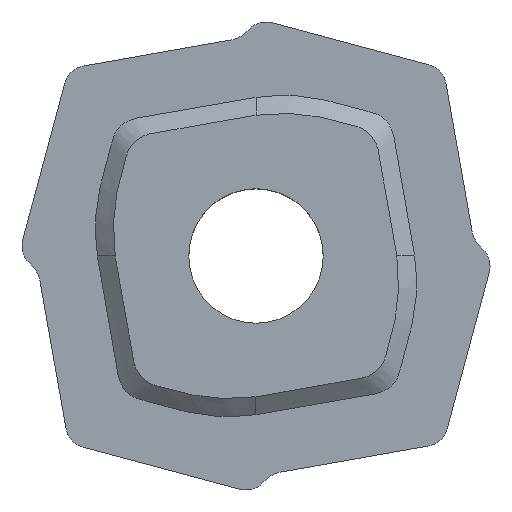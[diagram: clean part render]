
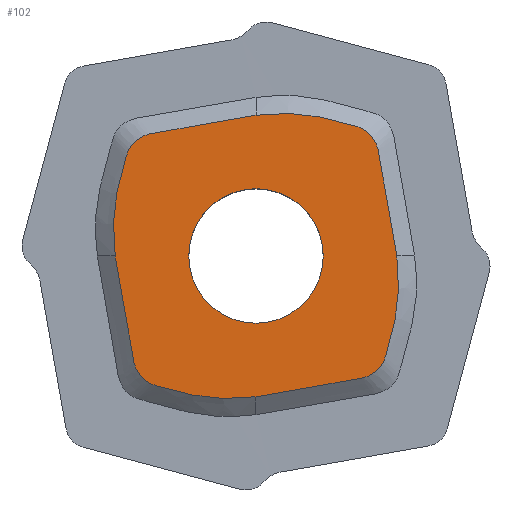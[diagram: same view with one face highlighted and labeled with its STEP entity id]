
A CAD part, top view. The second image highlights one B-rep face of the part: STEP entity #102.
In plain terms, the highlighted planar face has unit normal (0, 0, 1).
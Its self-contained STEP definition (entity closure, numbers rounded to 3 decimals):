
#48=FACE_BOUND('',#174,.T.);
#49=FACE_BOUND('',#175,.T.);
#56=CIRCLE('',#982,1.4);
#59=PLANE('',#983);
#102=ADVANCED_FACE('',(#48,#49),#59,.T.);
#174=EDGE_LOOP('',(#229));
#175=EDGE_LOOP('',(#230,#231,#232,#233));
#229=ORIENTED_EDGE('',*,*,#523,.T.);
#230=ORIENTED_EDGE('',*,*,#510,.F.);
#231=ORIENTED_EDGE('',*,*,#518,.F.);
#232=ORIENTED_EDGE('',*,*,#516,.F.);
#233=ORIENTED_EDGE('',*,*,#513,.F.);
#430=VERTEX_POINT('',#1399);
#432=VERTEX_POINT('',#1430);
#434=VERTEX_POINT('',#1546);
#436=VERTEX_POINT('',#1687);
#441=VERTEX_POINT('',#1968);
#510=EDGE_CURVE('',#432,#430,#646,.T.);
#513=EDGE_CURVE('',#430,#434,#649,.T.);
#516=EDGE_CURVE('',#434,#436,#652,.T.);
#518=EDGE_CURVE('',#436,#432,#654,.T.);
#523=EDGE_CURVE('',#441,#441,#56,.T.);
#646=B_SPLINE_CURVE_WITH_KNOTS('',3,(#1431,#1432,#1433,#1434,#1435,#1436,
#1437,#1438,#1439,#1440,#1441,#1442,#1443,#1444,#1445,#1446,#1447,#1448,
#1449,#1450,#1451,#1452),.UNSPECIFIED.,.F.,.F.,(4,1,1,1,1,1,1,1,1,1,1,1,
1,1,1,1,1,1,1,4),(0.,0.125,0.25,0.313,0.375,0.406,0.422,0.438,0.453,
0.469,0.5,0.531,0.547,0.563,0.578,0.594,0.625,0.75,0.875,1.),
 .UNSPECIFIED.);
#649=B_SPLINE_CURVE_WITH_KNOTS('',3,(#1572,#1573,#1574,#1575,#1576,#1577,
#1578,#1579,#1580,#1581,#1582,#1583,#1584,#1585,#1586,#1587,#1588,#1589,
#1590,#1591,#1592,#1593),.UNSPECIFIED.,.F.,.F.,(4,1,1,1,1,1,1,1,1,1,1,1,
1,1,1,1,1,1,1,4),(0.,0.125,0.25,0.313,0.375,0.406,0.422,0.438,0.453,
0.469,0.5,0.531,0.547,0.563,0.578,0.594,0.625,0.75,0.875,1.),
 .UNSPECIFIED.);
#652=B_SPLINE_CURVE_WITH_KNOTS('',3,(#1713,#1714,#1715,#1716,#1717,#1718,
#1719,#1720,#1721,#1722,#1723,#1724,#1725,#1726,#1727,#1728,#1729,#1730,
#1731,#1732,#1733,#1734),.UNSPECIFIED.,.F.,.F.,(4,1,1,1,1,1,1,1,1,1,1,1,
1,1,1,1,1,1,1,4),(0.,0.125,0.25,0.313,0.375,0.406,0.422,0.438,0.453,
0.469,0.5,0.531,0.547,0.563,0.578,0.594,0.625,0.75,0.875,1.),
 .UNSPECIFIED.);
#654=B_SPLINE_CURVE_WITH_KNOTS('',3,(#1848,#1849,#1850,#1851,#1852,#1853,
#1854,#1855,#1856,#1857,#1858,#1859,#1860,#1861,#1862,#1863,#1864,#1865,
#1866,#1867,#1868,#1869),.UNSPECIFIED.,.F.,.F.,(4,1,1,1,1,1,1,1,1,1,1,1,
1,1,1,1,1,1,1,4),(0.,0.125,0.25,0.313,0.375,0.406,0.422,0.438,0.453,
0.469,0.5,0.531,0.547,0.563,0.578,0.594,0.625,0.75,0.875,1.),
 .UNSPECIFIED.);
#982=AXIS2_PLACEMENT_3D('',#1967,#1059,#1060);
#983=AXIS2_PLACEMENT_3D('',#1969,#1061,#1062);
#1059=DIRECTION('',(0.,0.,-1.));
#1060=DIRECTION('',(1.,0.,0.));
#1061=DIRECTION('',(0.,0.,1.));
#1062=DIRECTION('',(1.,0.,0.));
#1399=CARTESIAN_POINT('',(-2.931,0.,0.));
#1430=CARTESIAN_POINT('',(0.,-2.931,0.));
#1431=CARTESIAN_POINT('',(0.,-2.93,0.));
#1432=CARTESIAN_POINT('',(-0.208,-2.959,0.));
#1433=CARTESIAN_POINT('',(-0.628,-2.985,0.));
#1434=CARTESIAN_POINT('',(-1.153,-2.933,0.));
#1435=CARTESIAN_POINT('',(-1.564,-2.842,0.));
#1436=CARTESIAN_POINT('',(-1.817,-2.77,0.));
#1437=CARTESIAN_POINT('',(-1.995,-2.723,0.));
#1438=CARTESIAN_POINT('',(-2.097,-2.696,0.));
#1439=CARTESIAN_POINT('',(-2.171,-2.669,0.));
#1440=CARTESIAN_POINT('',(-2.241,-2.632,0.));
#1441=CARTESIAN_POINT('',(-2.328,-2.572,0.));
#1442=CARTESIAN_POINT('',(-2.421,-2.478,0.));
#1443=CARTESIAN_POINT('',(-2.49,-2.364,0.));
#1444=CARTESIAN_POINT('',(-2.528,-2.266,0.));
#1445=CARTESIAN_POINT('',(-2.548,-2.189,0.));
#1446=CARTESIAN_POINT('',(-2.561,-2.111,0.));
#1447=CARTESIAN_POINT('',(-2.578,-2.006,0.));
#1448=CARTESIAN_POINT('',(-2.63,-1.721,0.));
#1449=CARTESIAN_POINT('',(-2.712,-1.252,0.));
#1450=CARTESIAN_POINT('',(-2.822,-0.626,0.));
#1451=CARTESIAN_POINT('',(-2.896,-0.209,0.));
#1452=CARTESIAN_POINT('',(-2.933,0.,0.));
#1546=CARTESIAN_POINT('',(0.,2.931,0.));
#1572=CARTESIAN_POINT('',(-2.93,0.,0.));
#1573=CARTESIAN_POINT('',(-2.959,0.208,0.));
#1574=CARTESIAN_POINT('',(-2.985,0.628,0.));
#1575=CARTESIAN_POINT('',(-2.933,1.153,0.));
#1576=CARTESIAN_POINT('',(-2.842,1.564,0.));
#1577=CARTESIAN_POINT('',(-2.77,1.817,0.));
#1578=CARTESIAN_POINT('',(-2.723,1.995,0.));
#1579=CARTESIAN_POINT('',(-2.696,2.097,0.));
#1580=CARTESIAN_POINT('',(-2.669,2.171,0.));
#1581=CARTESIAN_POINT('',(-2.632,2.241,0.));
#1582=CARTESIAN_POINT('',(-2.572,2.328,0.));
#1583=CARTESIAN_POINT('',(-2.478,2.421,0.));
#1584=CARTESIAN_POINT('',(-2.364,2.49,0.));
#1585=CARTESIAN_POINT('',(-2.266,2.528,0.));
#1586=CARTESIAN_POINT('',(-2.189,2.548,0.));
#1587=CARTESIAN_POINT('',(-2.111,2.561,0.));
#1588=CARTESIAN_POINT('',(-2.006,2.578,0.));
#1589=CARTESIAN_POINT('',(-1.721,2.63,0.));
#1590=CARTESIAN_POINT('',(-1.252,2.712,0.));
#1591=CARTESIAN_POINT('',(-0.626,2.822,0.));
#1592=CARTESIAN_POINT('',(-0.209,2.896,0.));
#1593=CARTESIAN_POINT('',(0.,2.933,0.));
#1687=CARTESIAN_POINT('',(2.931,0.,0.));
#1713=CARTESIAN_POINT('',(0.,2.93,0.));
#1714=CARTESIAN_POINT('',(0.208,2.959,0.));
#1715=CARTESIAN_POINT('',(0.628,2.985,0.));
#1716=CARTESIAN_POINT('',(1.153,2.933,0.));
#1717=CARTESIAN_POINT('',(1.564,2.842,0.));
#1718=CARTESIAN_POINT('',(1.817,2.77,0.));
#1719=CARTESIAN_POINT('',(1.995,2.723,0.));
#1720=CARTESIAN_POINT('',(2.097,2.696,0.));
#1721=CARTESIAN_POINT('',(2.171,2.669,0.));
#1722=CARTESIAN_POINT('',(2.241,2.632,0.));
#1723=CARTESIAN_POINT('',(2.328,2.572,0.));
#1724=CARTESIAN_POINT('',(2.421,2.478,0.));
#1725=CARTESIAN_POINT('',(2.49,2.364,0.));
#1726=CARTESIAN_POINT('',(2.528,2.266,0.));
#1727=CARTESIAN_POINT('',(2.548,2.189,0.));
#1728=CARTESIAN_POINT('',(2.561,2.111,0.));
#1729=CARTESIAN_POINT('',(2.578,2.006,0.));
#1730=CARTESIAN_POINT('',(2.63,1.721,0.));
#1731=CARTESIAN_POINT('',(2.712,1.252,0.));
#1732=CARTESIAN_POINT('',(2.822,0.626,0.));
#1733=CARTESIAN_POINT('',(2.896,0.209,0.));
#1734=CARTESIAN_POINT('',(2.933,0.,0.));
#1848=CARTESIAN_POINT('',(2.93,0.,0.));
#1849=CARTESIAN_POINT('',(2.959,-0.208,0.));
#1850=CARTESIAN_POINT('',(2.985,-0.628,0.));
#1851=CARTESIAN_POINT('',(2.933,-1.153,0.));
#1852=CARTESIAN_POINT('',(2.842,-1.564,0.));
#1853=CARTESIAN_POINT('',(2.77,-1.817,0.));
#1854=CARTESIAN_POINT('',(2.723,-1.995,0.));
#1855=CARTESIAN_POINT('',(2.696,-2.097,0.));
#1856=CARTESIAN_POINT('',(2.669,-2.171,0.));
#1857=CARTESIAN_POINT('',(2.632,-2.241,0.));
#1858=CARTESIAN_POINT('',(2.572,-2.328,0.));
#1859=CARTESIAN_POINT('',(2.478,-2.421,0.));
#1860=CARTESIAN_POINT('',(2.364,-2.49,0.));
#1861=CARTESIAN_POINT('',(2.266,-2.528,0.));
#1862=CARTESIAN_POINT('',(2.189,-2.548,0.));
#1863=CARTESIAN_POINT('',(2.111,-2.561,0.));
#1864=CARTESIAN_POINT('',(2.006,-2.578,0.));
#1865=CARTESIAN_POINT('',(1.721,-2.63,0.));
#1866=CARTESIAN_POINT('',(1.252,-2.712,0.));
#1867=CARTESIAN_POINT('',(0.626,-2.822,0.));
#1868=CARTESIAN_POINT('',(0.209,-2.896,0.));
#1869=CARTESIAN_POINT('',(0.,-2.933,0.));
#1967=CARTESIAN_POINT('',(0.,0.,0.));
#1968=CARTESIAN_POINT('',(1.4,0.,0.));
#1969=CARTESIAN_POINT('',(3.492,-3.455,0.));
